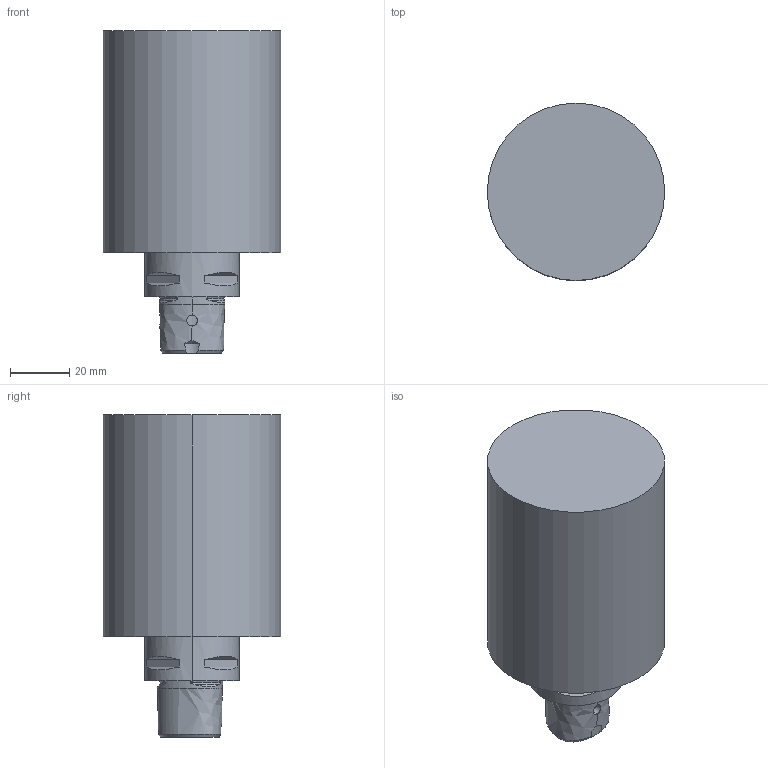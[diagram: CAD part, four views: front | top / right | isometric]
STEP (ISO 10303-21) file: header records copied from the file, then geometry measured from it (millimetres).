
FILE_DESCRIPTION (( 'STEP AP203' ), '1' );
FILE_NAME ('140.001.60.090.STEP', '2020-06-05T08:20:55', ( '' ), ( '' ), 'SwSTEP 2.0', 'SolidWorks 2017', '' );
FILE_SCHEMA (( 'CONFIG_CONTROL_DESIGN' ));
Length unit declared in the file: millimetre
Products named in the file (1): 140.001.60.090
Bounding box: 60 x 60 x 109 mm (x, y, z)
Volume: 226287.4 mm3; surface area: 23947.1 mm2
Topology: 1 solids, 1 shells, 76 faces, 180 edges, 111 vertices
Faces by surface type: plane 28, cylinder 15, cone 14, torus 13, bspline 6
Entity records: 4333 total; most frequent: CARTESIAN_POINT 2581, ORIENTED_EDGE 356, DIRECTION 340, EDGE_CURVE 178, AXIS2_PLACEMENT_3D 146, VERTEX_POINT 111, EDGE_LOOP 85, ADVANCED_FACE 76
